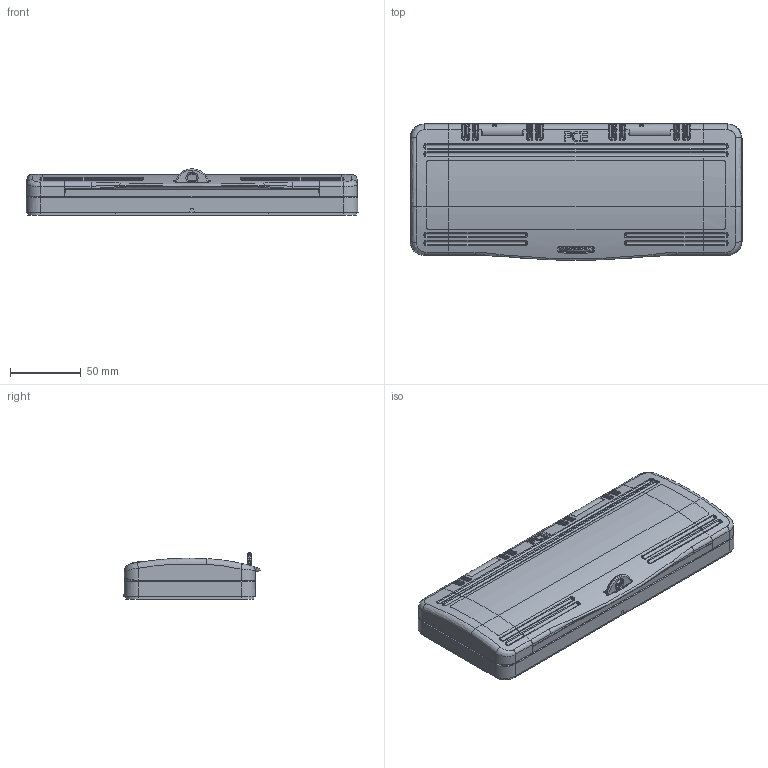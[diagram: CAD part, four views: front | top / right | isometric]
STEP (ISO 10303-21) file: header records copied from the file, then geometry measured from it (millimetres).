
FILE_DESCRIPTION (( 'STEP AP203' ), '1' );
FILE_NAME ('9006512.STEP', '2017-11-23T10:22:49', ( '' ), ( '' ), 'SwSTEP 2.0', 'SolidWorks 2016', '' );
FILE_SCHEMA (( 'CONFIG_CONTROL_DESIGN' ));
Length unit declared in the file: millimetre
Products named in the file (1): 9006512
Bounding box: 235.02 x 96.33 x 32.68 mm (x, y, z)
Volume: 254221 mm3; surface area: 78215 mm2
Topology: 1 solids, 1 shells, 1139 faces, 2790 edges, 1652 vertices
Faces by surface type: cylinder 418, bspline 334, plane 295, torus 57, cone 19, sphere 16
Full cylindrical faces by diameter (mm): 3.18 x6, 7 x2
Entity records: 41246 total; most frequent: CARTESIAN_POINT 17978, ORIENTED_EDGE 5484, DIRECTION 4171, EDGE_CURVE 2742, VERTEX_POINT 1640, AXIS2_PLACEMENT_3D 1556, EDGE_LOOP 1196, FACE_OUTER_BOUND 1157
